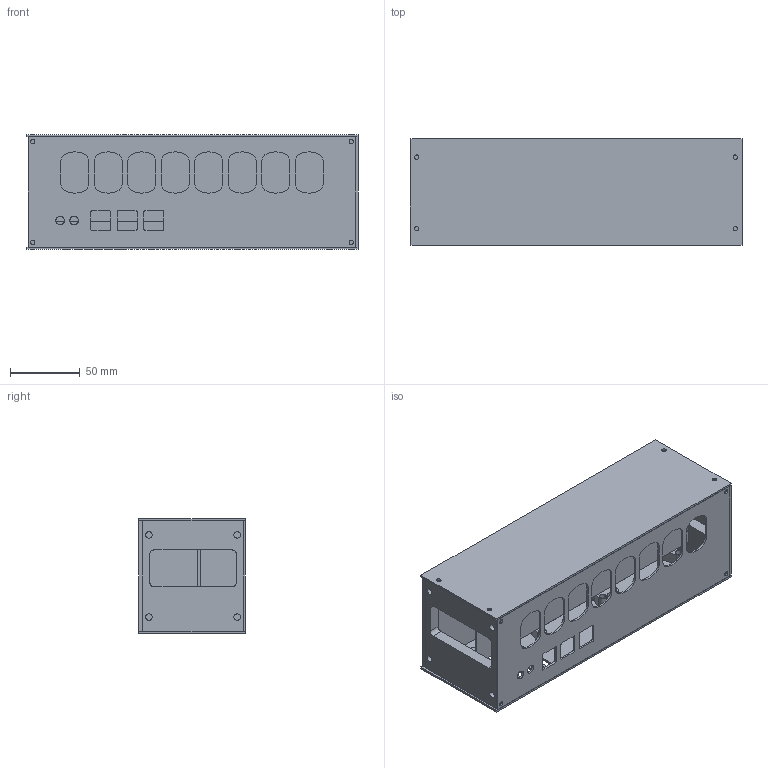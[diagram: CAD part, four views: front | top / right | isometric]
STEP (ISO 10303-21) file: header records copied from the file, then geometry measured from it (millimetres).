
FILE_DESCRIPTION(/* description */ ('STEP AP242','CAx-IF Rec.Pracs.---Representation and Presentation of Product Manufacturing Information (PMI)---4.0---2014-10-13','CAx-IF Rec.Pracs.---3D Tessellated Geometry---0.4---2014-09-14','2;1'),/* implementation_level */ '2;1');
FILE_NAME(/* name */ '666e7db4e12e575a8d353f5d',/* time_stamp */ '2024-06-16T05:52:53Z',/* author */ (''),/* organization */ (''),/* preprocessor_version */ 'ST-DEVELOPER v20',/* originating_system */ ' ',/* authorisation */ ' ');
FILE_SCHEMA (('AP242_MANAGED_MODEL_BASED_3D_ENGINEERING_MIM_LF { 1 0 10303 442 1 1 4 }'));
Length unit declared in the file: metre
Products named in the file (9): Front Face; Side Frame 2; Side Frame 1; Top Panel; Side Panel; Bottom Panel; PCB; PCB Mount Frame; Back Panel
Bounding box: 238 x 76.5 x 82 mm (x, y, z)
Volume: 233173.5 mm3; surface area: 213177.9 mm2
Topology: 9 solids, 9 shells, 353 faces, 879 edges, 587 vertices
Faces by surface type: cylinder 180, plane 173
Full cylindrical faces by diameter (mm): 3.2 x23, 4.7 x39, 6.2 x2
Entity records: 10697 total; most frequent: DIRECTION 1896, CARTESIAN_POINT 1758, ORIENTED_EDGE 1624, EDGE_CURVE 812, AXIS2_PLACEMENT_3D 722, VERTEX_POINT 584, EDGE_LOOP 550, FACE_BOUND 550
